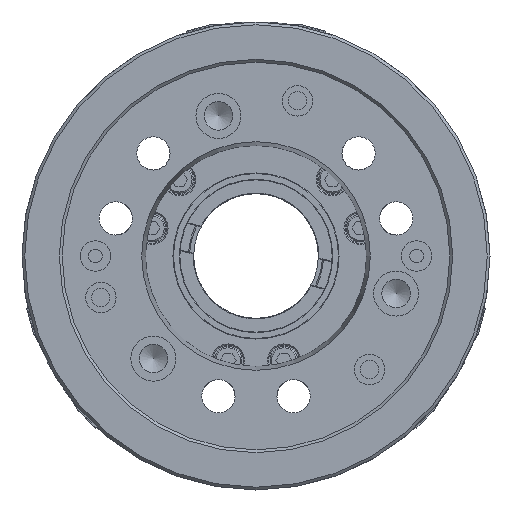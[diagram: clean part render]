
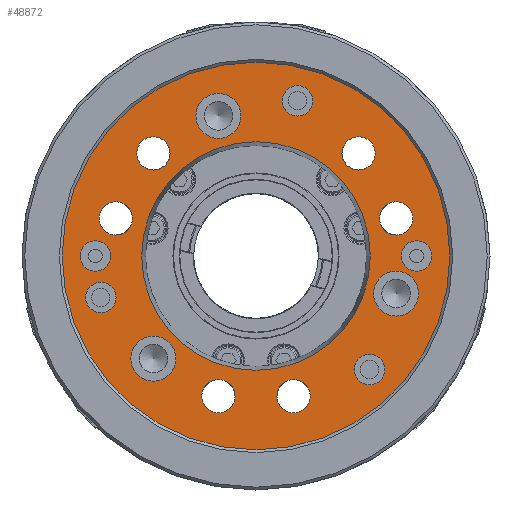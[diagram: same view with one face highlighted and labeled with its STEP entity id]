
A CAD part, left-side view. The second image highlights one B-rep face of the part: STEP entity #48872.
In plain terms, the highlighted planar face has unit normal (-1, 0, 0).
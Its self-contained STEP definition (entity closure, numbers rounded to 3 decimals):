
#1493=CIRCLE('',#50662,6.);
#1511=CIRCLE('',#50688,6.);
#1584=CIRCLE('',#50812,6.);
#1642=CIRCLE('',#50910,6.);
#1727=CIRCLE('',#51074,6.);
#1735=CIRCLE('',#51098,6.);
#1955=CIRCLE('',#51782,8.14);
#1959=CIRCLE('',#51790,8.14);
#1964=CIRCLE('',#51800,5.5);
#1968=CIRCLE('',#51807,5.5);
#1969=CIRCLE('',#51809,41.279);
#1972=CIRCLE('',#51815,70.);
#1973=CIRCLE('',#51816,5.5);
#1974=CIRCLE('',#51817,5.5);
#1975=CIRCLE('',#51818,5.5);
#1976=CIRCLE('',#51819,8.14);
#11395=ORIENTED_EDGE('',*,*,#16444,.T.);
#11396=ORIENTED_EDGE('',*,*,#16441,.F.);
#11397=ORIENTED_EDGE('',*,*,#15576,.T.);
#11398=ORIENTED_EDGE('',*,*,#15067,.T.);
#11399=ORIENTED_EDGE('',*,*,#15015,.T.);
#11400=ORIENTED_EDGE('',*,*,#15595,.T.);
#11401=ORIENTED_EDGE('',*,*,#15370,.T.);
#11402=ORIENTED_EDGE('',*,*,#15261,.T.);
#11403=ORIENTED_EDGE('',*,*,#16445,.T.);
#11404=ORIENTED_EDGE('',*,*,#16440,.T.);
#11405=ORIENTED_EDGE('',*,*,#16436,.T.);
#11406=ORIENTED_EDGE('',*,*,#16446,.T.);
#11407=ORIENTED_EDGE('',*,*,#16447,.T.);
#11408=ORIENTED_EDGE('',*,*,#16448,.T.);
#11409=ORIENTED_EDGE('',*,*,#16431,.T.);
#11410=ORIENTED_EDGE('',*,*,#16427,.T.);
#15015=EDGE_CURVE('',#18620,#18620,#1493,.T.);
#15067=EDGE_CURVE('',#18664,#18664,#1511,.T.);
#15261=EDGE_CURVE('',#18792,#18792,#1584,.T.);
#15370=EDGE_CURVE('',#18847,#18847,#1642,.T.);
#15576=EDGE_CURVE('',#18976,#18976,#1727,.T.);
#15595=EDGE_CURVE('',#18987,#18987,#1735,.T.);
#16427=EDGE_CURVE('',#19431,#19431,#1955,.T.);
#16431=EDGE_CURVE('',#19436,#19436,#1959,.T.);
#16436=EDGE_CURVE('',#19442,#19442,#1964,.T.);
#16440=EDGE_CURVE('',#19446,#19446,#1968,.T.);
#16441=EDGE_CURVE('',#19447,#19447,#1969,.T.);
#16444=EDGE_CURVE('',#19450,#19450,#1972,.T.);
#16445=EDGE_CURVE('',#19451,#19451,#1973,.T.);
#16446=EDGE_CURVE('',#19452,#19452,#1974,.T.);
#16447=EDGE_CURVE('',#19453,#19453,#1975,.T.);
#16448=EDGE_CURVE('',#19454,#19454,#1976,.T.);
#18620=VERTEX_POINT('',#68762);
#18664=VERTEX_POINT('',#68959);
#18792=VERTEX_POINT('',#69560);
#18847=VERTEX_POINT('',#69906);
#18976=VERTEX_POINT('',#70369);
#18987=VERTEX_POINT('',#70443);
#19431=VERTEX_POINT('',#73667);
#19436=VERTEX_POINT('',#73680);
#19442=VERTEX_POINT('',#73696);
#19446=VERTEX_POINT('',#73707);
#19447=VERTEX_POINT('',#73710);
#19450=VERTEX_POINT('',#73719);
#19451=VERTEX_POINT('',#73721);
#19452=VERTEX_POINT('',#73723);
#19453=VERTEX_POINT('',#73725);
#19454=VERTEX_POINT('',#73727);
#28482=EDGE_LOOP('',(#11395));
#28483=EDGE_LOOP('',(#11396));
#28484=EDGE_LOOP('',(#11397));
#28485=EDGE_LOOP('',(#11398));
#28486=EDGE_LOOP('',(#11399));
#28487=EDGE_LOOP('',(#11400));
#28488=EDGE_LOOP('',(#11401));
#28489=EDGE_LOOP('',(#11402));
#28490=EDGE_LOOP('',(#11403));
#28491=EDGE_LOOP('',(#11404));
#28492=EDGE_LOOP('',(#11405));
#28493=EDGE_LOOP('',(#11406));
#28494=EDGE_LOOP('',(#11407));
#28495=EDGE_LOOP('',(#11408));
#28496=EDGE_LOOP('',(#11409));
#28497=EDGE_LOOP('',(#11410));
#30834=FACE_BOUND('',#28482,.T.);
#30835=FACE_BOUND('',#28483,.T.);
#30836=FACE_BOUND('',#28484,.T.);
#30837=FACE_BOUND('',#28485,.T.);
#30838=FACE_BOUND('',#28486,.T.);
#30839=FACE_BOUND('',#28487,.T.);
#30840=FACE_BOUND('',#28488,.T.);
#30841=FACE_BOUND('',#28489,.T.);
#30842=FACE_BOUND('',#28490,.T.);
#30843=FACE_BOUND('',#28491,.T.);
#30844=FACE_BOUND('',#28492,.T.);
#30845=FACE_BOUND('',#28493,.T.);
#30846=FACE_BOUND('',#28494,.T.);
#30847=FACE_BOUND('',#28495,.T.);
#30848=FACE_BOUND('',#28496,.T.);
#30849=FACE_BOUND('',#28497,.T.);
#32511=PLANE('',#51814);
#48872=ADVANCED_FACE('',(#30834,#30835,#30836,#30837,#30838,#30839,#30840,
#30841,#30842,#30843,#30844,#30845,#30846,#30847,#30848,#30849),#32511,
 .F.);
#50662=AXIS2_PLACEMENT_3D('',#68761,#57985,#57986);
#50688=AXIS2_PLACEMENT_3D('',#68958,#58042,#58043);
#50812=AXIS2_PLACEMENT_3D('',#69559,#58345,#58346);
#50910=AXIS2_PLACEMENT_3D('',#69905,#58546,#58547);
#51074=AXIS2_PLACEMENT_3D('',#70368,#58974,#58975);
#51098=AXIS2_PLACEMENT_3D('',#70442,#59025,#59026);
#51782=AXIS2_PLACEMENT_3D('',#73666,#60888,#60889);
#51790=AXIS2_PLACEMENT_3D('',#73679,#60904,#60905);
#51800=AXIS2_PLACEMENT_3D('',#73695,#60924,#60925);
#51807=AXIS2_PLACEMENT_3D('',#73706,#60938,#60939);
#51809=AXIS2_PLACEMENT_3D('',#73709,#60942,#60943);
#51814=AXIS2_PLACEMENT_3D('',#73717,#60952,#60953);
#51815=AXIS2_PLACEMENT_3D('',#73718,#60954,#60955);
#51816=AXIS2_PLACEMENT_3D('',#73720,#60956,#60957);
#51817=AXIS2_PLACEMENT_3D('',#73722,#60958,#60959);
#51818=AXIS2_PLACEMENT_3D('',#73724,#60960,#60961);
#51819=AXIS2_PLACEMENT_3D('',#73726,#60962,#60963);
#57985=DIRECTION('',(1.,0.,0.));
#57986=DIRECTION('',(0.,0.866,0.5));
#58042=DIRECTION('',(1.,0.,0.));
#58043=DIRECTION('',(0.,0.,-1.));
#58345=DIRECTION('',(1.,0.,0.));
#58346=DIRECTION('',(0.,-0.866,0.5));
#58546=DIRECTION('',(1.,0.,0.));
#58547=DIRECTION('',(0.,-0.866,0.5));
#58974=DIRECTION('',(1.,0.,0.));
#58975=DIRECTION('',(0.,0.,-1.));
#59025=DIRECTION('',(1.,0.,0.));
#59026=DIRECTION('',(0.,0.866,0.5));
#60888=DIRECTION('',(1.,0.,0.));
#60889=DIRECTION('',(0.,0.866,-0.5));
#60904=DIRECTION('',(1.,0.,0.));
#60905=DIRECTION('',(0.,-0.866,-0.5));
#60924=DIRECTION('',(1.,0.,0.));
#60925=DIRECTION('',(0.,0.866,-0.5));
#60938=DIRECTION('',(1.,0.,0.));
#60939=DIRECTION('',(0.,-0.866,-0.5));
#60942=DIRECTION('',(-1.,0.,0.));
#60943=DIRECTION('',(0.,0.,1.));
#60952=DIRECTION('',(1.,0.,0.));
#60953=DIRECTION('',(0.,0.,-1.));
#60954=DIRECTION('',(-1.,0.,0.));
#60955=DIRECTION('',(0.,0.,1.));
#60956=DIRECTION('',(1.,0.,0.));
#60957=DIRECTION('',(0.,0.,1.));
#60958=DIRECTION('',(1.,0.,0.));
#60959=DIRECTION('',(0.,0.,1.));
#60960=DIRECTION('',(1.,0.,0.));
#60961=DIRECTION('',(0.,0.,1.));
#60962=DIRECTION('',(1.,0.,0.));
#60963=DIRECTION('',(0.,0.,1.));
#68761=CARTESIAN_POINT('',(-82.2,50.605,13.56));
#68762=CARTESIAN_POINT('',(-82.2,55.801,16.56));
#68958=CARTESIAN_POINT('',(-82.2,-13.56,-50.605));
#68959=CARTESIAN_POINT('',(-82.2,-13.56,-56.605));
#69559=CARTESIAN_POINT('',(-82.2,-50.605,13.56));
#69560=CARTESIAN_POINT('',(-82.2,-55.801,16.56));
#69905=CARTESIAN_POINT('',(-82.2,-37.045,37.045));
#69906=CARTESIAN_POINT('',(-82.2,-42.241,40.045));
#70368=CARTESIAN_POINT('',(-82.2,13.56,-50.605));
#70369=CARTESIAN_POINT('',(-82.2,13.56,-56.605));
#70442=CARTESIAN_POINT('',(-82.2,37.045,37.045));
#70443=CARTESIAN_POINT('',(-82.2,42.241,40.045));
#73666=CARTESIAN_POINT('',(-82.2,37.045,-37.045));
#73667=CARTESIAN_POINT('',(-82.2,44.095,-41.115));
#73679=CARTESIAN_POINT('',(-82.2,-50.605,-13.56));
#73680=CARTESIAN_POINT('',(-82.2,-57.654,-17.63));
#73695=CARTESIAN_POINT('',(-82.2,56.024,-15.012));
#73696=CARTESIAN_POINT('',(-82.2,60.787,-17.762));
#73706=CARTESIAN_POINT('',(-82.2,-41.012,-41.012));
#73707=CARTESIAN_POINT('',(-82.2,-45.775,-43.762));
#73709=CARTESIAN_POINT('',(-82.2,0.,0.));
#73710=CARTESIAN_POINT('',(-82.2,0.,41.279));
#73717=CARTESIAN_POINT('',(-82.2,0.,70.));
#73718=CARTESIAN_POINT('',(-82.2,0.,0.));
#73719=CARTESIAN_POINT('',(-82.2,0.,70.));
#73720=CARTESIAN_POINT('',(-82.2,-15.012,56.024));
#73721=CARTESIAN_POINT('',(-82.2,-15.012,61.524));
#73722=CARTESIAN_POINT('',(-82.2,-58.,0.));
#73723=CARTESIAN_POINT('',(-82.2,-58.,5.5));
#73724=CARTESIAN_POINT('',(-82.2,58.,0.));
#73725=CARTESIAN_POINT('',(-82.2,58.,5.5));
#73726=CARTESIAN_POINT('',(-82.2,13.56,50.605));
#73727=CARTESIAN_POINT('',(-82.2,13.56,58.745));
